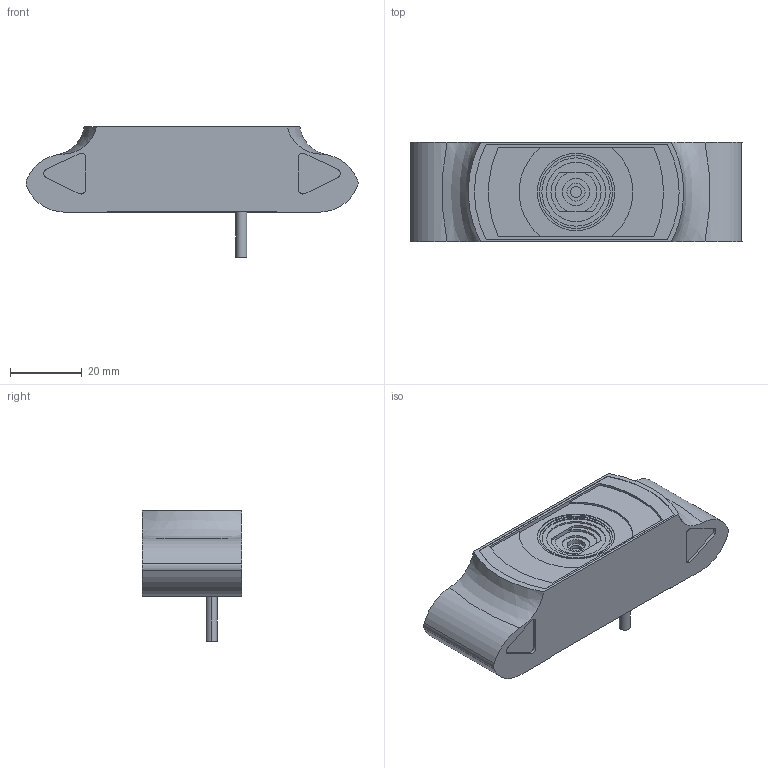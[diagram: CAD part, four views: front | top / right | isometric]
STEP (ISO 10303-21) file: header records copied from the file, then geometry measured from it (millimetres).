
FILE_DESCRIPTION (( 'STEP AP214' ), '1' );
FILE_NAME ('LogitechC920_camera.STEP', '2014-06-21T20:34:55', ( '' ), ( '' ), 'SwSTEP 2.0', 'SolidWorks 2014', '' );
FILE_SCHEMA (( 'AUTOMOTIVE_DESIGN' ));
Length unit declared in the file: inch
Products named in the file (1): LogitechC920_camera
Bounding box: 92.67 x 27.69 x 36.39 mm (x, y, z)
Volume: 50170 mm3; surface area: 9991.9 mm2
Topology: 1 solids, 1 shells, 93 faces, 231 edges, 154 vertices
Faces by surface type: cylinder 51, plane 40, bspline 2
Entity records: 4266 total; most frequent: CARTESIAN_POINT 707, DIRECTION 513, ORIENTED_EDGE 462, EDGE_CURVE 231, AXIS2_PLACEMENT_3D 196, VERTEX_POINT 154, VECTOR 121, LINE 121
